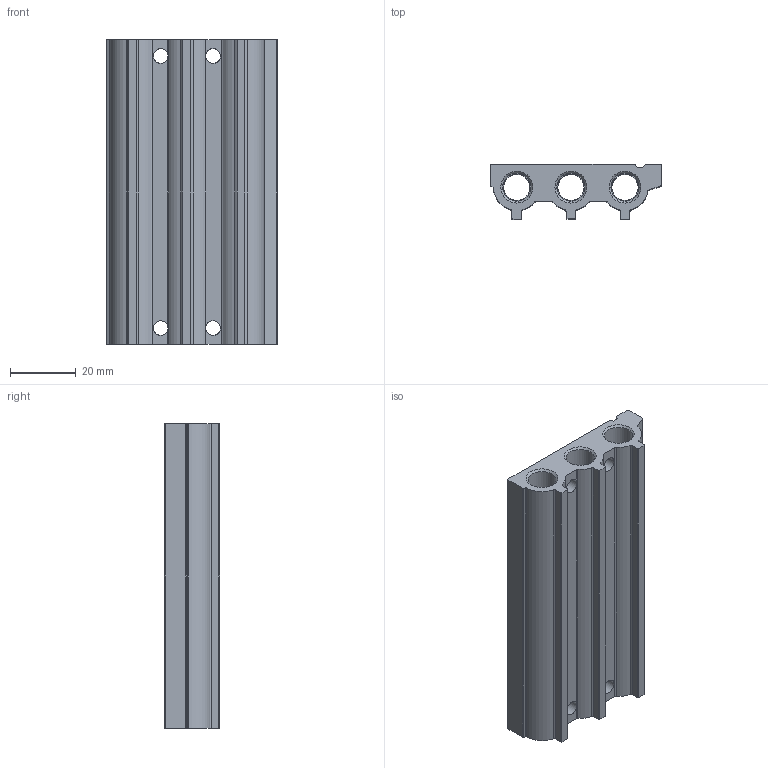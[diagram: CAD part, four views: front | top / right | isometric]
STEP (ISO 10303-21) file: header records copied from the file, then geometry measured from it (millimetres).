
FILE_DESCRIPTION(/* description */ ('STEP AP214'),/* implementation_level */ '2;1');
FILE_NAME(/* name */ '566563_VABM-L1-10S-G18-7',/* time_stamp */ '2024-09-16T01:22:34+02:00',/* author */ ('License CC BY-ND 4.0'),/* organization */ ('CADENAS'),/* preprocessor_version */ 'ST-DEVELOPER v19.3',/* originating_system */ 'PARTsolutions',/* authorisation */ ' ');
FILE_SCHEMA (('AUTOMOTIVE_DESIGN {1 0 10303 214 3 1 1}'));
Length unit declared in the file: millimetre
Products named in the file (2): 566563 VABM-L1-10S-G18-7; 566563 VABM-L1-10S-G18-7---(L1-P)
Assembly tree (1 placements, depth 2):
  566563 VABM-L1-10S-G18-7
    566563 VABM-L1-10S-G18-7---(L1-P)
Bounding box: 52.1 x 16.8 x 93 mm (x, y, z)
Volume: 41444.4 mm3; surface area: 24008.5 mm2
Topology: 1 solids, 1 shells, 223 faces, 657 edges, 423 vertices
Faces by surface type: cylinder 92, plane 83, cone 48
Full cylindrical faces by diameter (mm): 1.567 x14, 4.5 x4, 6 x21, 8 x3, 8.566 x6
Entity records: 6883 total; most frequent: CARTESIAN_POINT 1466, DIRECTION 1099, ORIENTED_EDGE 982, EDGE_CURVE 491, AXIS2_PLACEMENT_3D 422, FACE_BOUND 397, VERTEX_POINT 388, EDGE_LOOP 369
